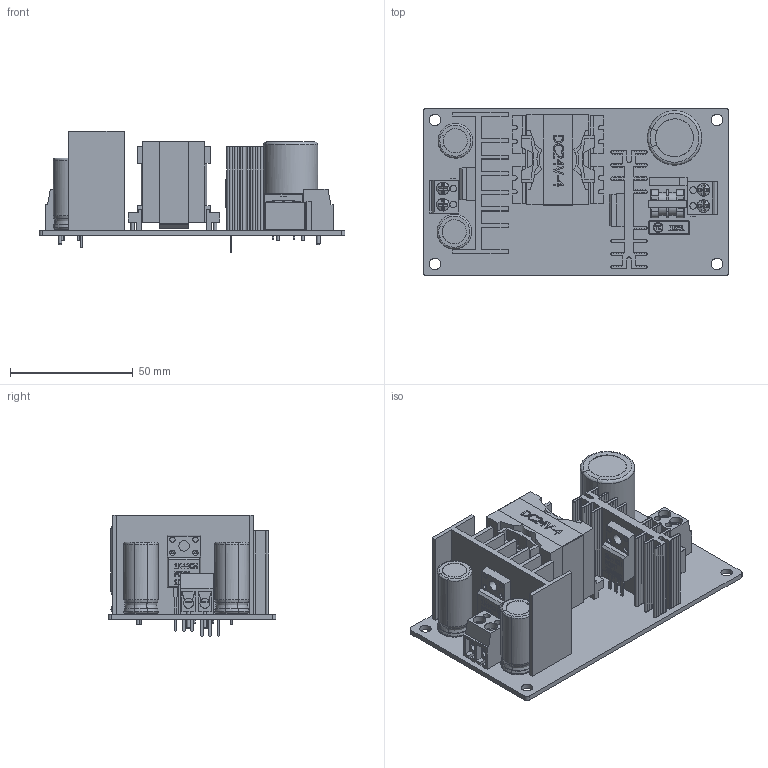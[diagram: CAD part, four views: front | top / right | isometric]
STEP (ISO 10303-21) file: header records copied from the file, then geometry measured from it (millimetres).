
FILE_DESCRIPTION(('FreeCAD Model'),'2;1');
FILE_NAME('Open CASCADE Shape Model','2025-04-28T07:12:08',('FreeCAD'),( 'FreeCAD'),'Open CASCADE STEP processor 7.6','FreeCAD','Unknown');
FILE_SCHEMA(('AUTOMOTIVE_DESIGN { 1 0 10303 214 1 1 1 1 }'));
Products named in the file (1): Open CASCADE STEP translator 7.6 1
Bounding box: 124.38 x 68.21 x 49.37 mm (x, y, z)
Volume: 100764.4 mm3; surface area: 84329.3 mm2
Topology: 53 solids, 53 shells, 2297 faces, 5904 edges, 3844 vertices
Faces by surface type: bspline 2297
Entity records: 69349 total; most frequent: CARTESIAN_POINT 33873, ORIENTED_EDGE 11782, EDGE_CURVE 5891, B_SPLINE_CURVE_WITH_KNOTS 4850, VERTEX_POINT 3844, FACE_BOUND 2459, EDGE_LOOP 2459, ADVANCED_FACE 2297
